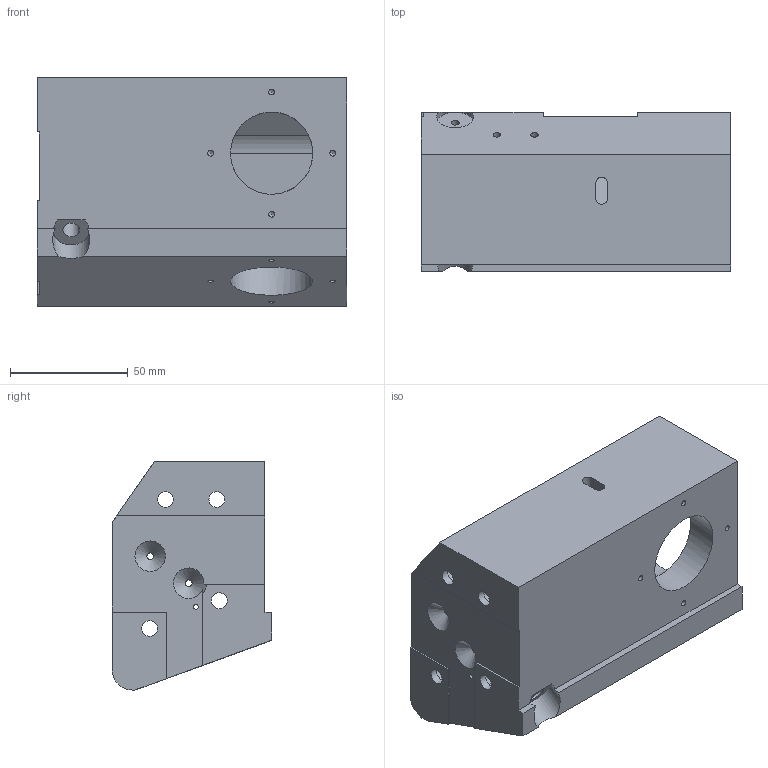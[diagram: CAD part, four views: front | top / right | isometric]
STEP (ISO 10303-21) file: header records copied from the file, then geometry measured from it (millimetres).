
FILE_DESCRIPTION(/* description */ ('Resonant mirror chamber main body'),/* implementation_level */ '2;1');
FILE_NAME(/* name */ 'J003086A.stp',/* time_stamp */ '2016-09-23T11:12:00-04:00',/* author */ ('flickingerd'),/* organization */ (''),/* preprocessor_version */ 'ST-DEVELOPER v15.6',/* originating_system */ 'Autodesk Inventor 2015',/* authorisation */ '');
FILE_SCHEMA (('AUTOMOTIVE_DESIGN { 1 0 10303 214 3 1 1 }'));
Length unit declared in the file: millimetre
Products named in the file (1): ResMirrChamber
Bounding box: 131.77 x 67.95 x 97.05 mm (x, y, z)
Volume: 350382.3 mm3; surface area: 77186.3 mm2
Topology: 1 solids, 1 shells, 121 faces, 340 edges, 223 vertices
Faces by surface type: cylinder 52, plane 52, cone 17
Full cylindrical faces by diameter (mm): 2.013 x8, 2.459 x8, 2.9 x2, 3.302 x3, 6.756 x4, 7.087 x1, 11.113 x4, 15.748 x1, 35 x2
Entity records: 3757 total; most frequent: CARTESIAN_POINT 716, DIRECTION 617, ORIENTED_EDGE 528, EDGE_CURVE 264, AXIS2_PLACEMENT_3D 240, EDGE_LOOP 201, VERTEX_POINT 197, LINE 137
